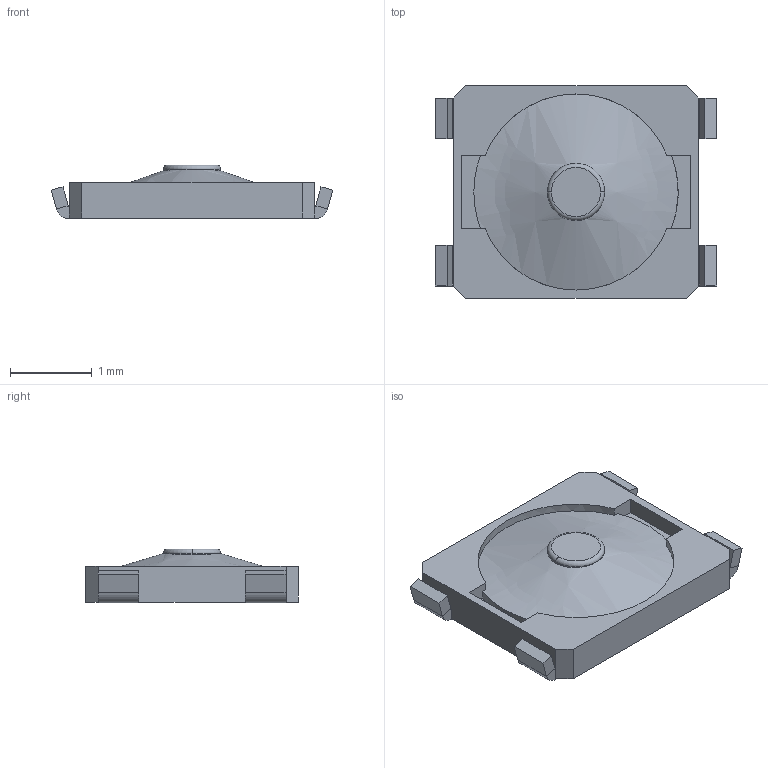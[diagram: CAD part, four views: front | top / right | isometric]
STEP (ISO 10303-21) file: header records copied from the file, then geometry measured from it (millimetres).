
FILE_DESCRIPTION (( 'STEP AP214' ), '1' );
FILE_NAME ('KEY-SMD_4P-L3.0-W2.6-H0.6-LS3.4-P1.8.step', '2022-07-02T14:58:10', ( '' ), ( '' ), 'SwSTEP 2.0', 'SolidWorks 2020', '' );
FILE_SCHEMA (( 'AUTOMOTIVE_DESIGN' ));
Length unit declared in the file: millimetre
Products named in the file (1): KEY-SMD_4P-L3.0-W2.6-H0.6-LS3.4-P1.8
Bounding box: 3.44 x 2.6 x 0.66 mm (x, y, z)
Volume: 3.5 mm3; surface area: 23.8 mm2
Topology: 1 solids, 1 shells, 364 faces, 964 edges, 630 vertices
Faces by surface type: plane 234, bspline 113, cylinder 15, torus 2
Entity records: 15927 total; most frequent: CARTESIAN_POINT 4281, ORIENTED_EDGE 1928, DIRECTION 1256, EDGE_CURVE 964, LINE 698, VECTOR 698, VERTEX_POINT 630, EDGE_LOOP 392
